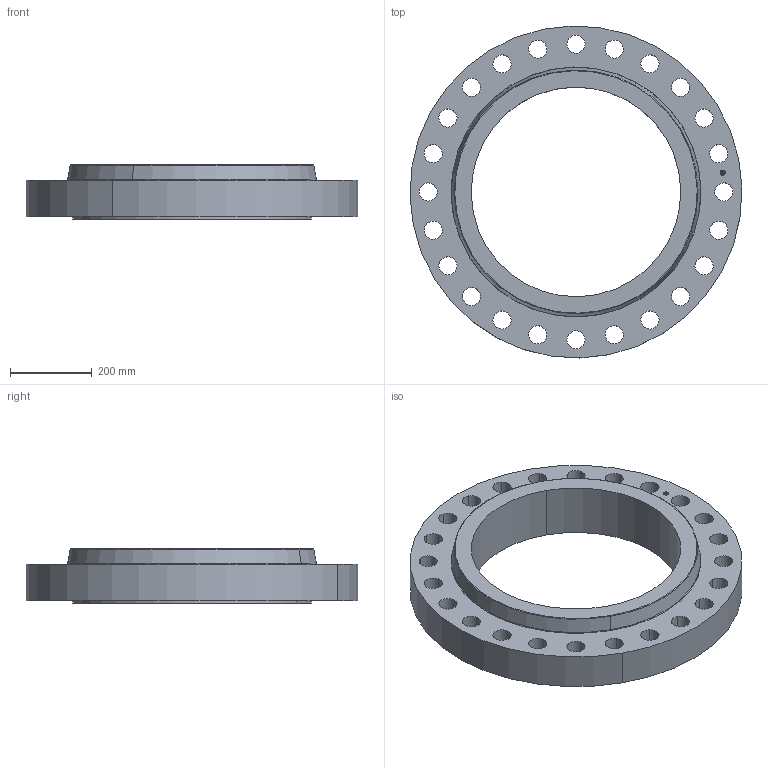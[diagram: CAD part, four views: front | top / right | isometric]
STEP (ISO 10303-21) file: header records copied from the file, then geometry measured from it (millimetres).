
FILE_DESCRIPTION(('3D STEP'),'2;1');
FILE_NAME('20-600-SLIP-ON-RF-FLANGE.stp','2013-01-27T02:25:58+00:00',('Texas Flange'),(''),'CATIA Version 5 Release 20 SP 6 (IN-10)','CATIA V5 STEP AP214','800-826-3801');
FILE_SCHEMA(('AUTOMOTIVE_DESIGN { 1 0 10303 214 1 1 1 1 }'));
Length unit declared in the file: inch
Products named in the file (1): 20-600-SLIP-ON-RF-FLANGE
Bounding box: 812.57 x 812.57 x 133.35 mm (x, y, z)
Volume: 27824275.7 mm3; surface area: 1360269.1 mm2
Topology: 1 solids, 1 shells, 449 faces, 1280 edges, 852 vertices
Faces by surface type: plane 369, cylinder 74, torus 4, cone 2
Entity records: 16739 total; most frequent: ORIENTED_EDGE 2560, CARTESIAN_POINT 2518, DIRECTION 2050, EDGE_CURVE 1280, VECTOR 1120, LINE 1120, VERTEX_POINT 852, AXIS2_PLACEMENT_3D 546
